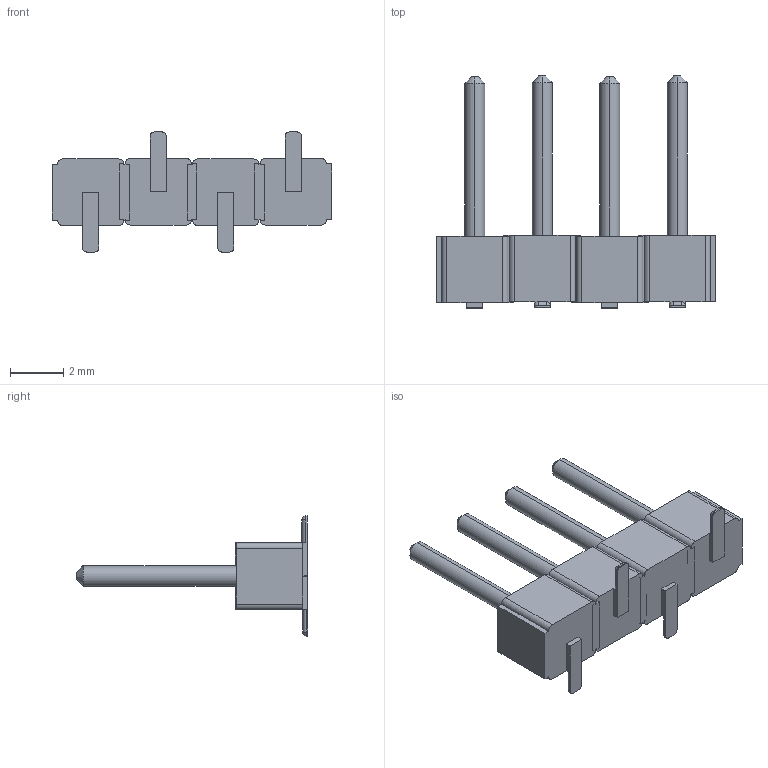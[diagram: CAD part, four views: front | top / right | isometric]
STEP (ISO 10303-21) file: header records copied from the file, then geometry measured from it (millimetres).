
FILE_DESCRIPTION (( 'STEP AP214' ), '1' );
FILE_NAME ('1x4SMD.STEP', '2019-06-16T20:26:56', ( '' ), ( '' ), 'SwSTEP 2.0', 'SolidWorks 2016', '' );
FILE_SCHEMA (( 'AUTOMOTIVE_DESIGN' ));
Length unit declared in the file: millimetre
Products named in the file (2): 1x14smd; 1x4SMD
Assembly tree (4 placements, depth 2):
  1x4SMD
    1x14smd  x4
Bounding box: 10.52 x 8.73 x 4.52 mm (x, y, z)
Volume: 81.9 mm3; surface area: 224.3 mm2
Topology: 4 solids, 4 shells, 128 faces, 324 edges, 200 vertices
Faces by surface type: plane 68, cylinder 44, cone 8, sphere 8
Entity records: 1341 total; most frequent: DIRECTION 181, CARTESIAN_POINT 168, ORIENTED_EDGE 158, EDGE_CURVE 79, AXIS2_PLACEMENT_3D 63, VECTOR 55, LINE 55, VERTEX_POINT 50
